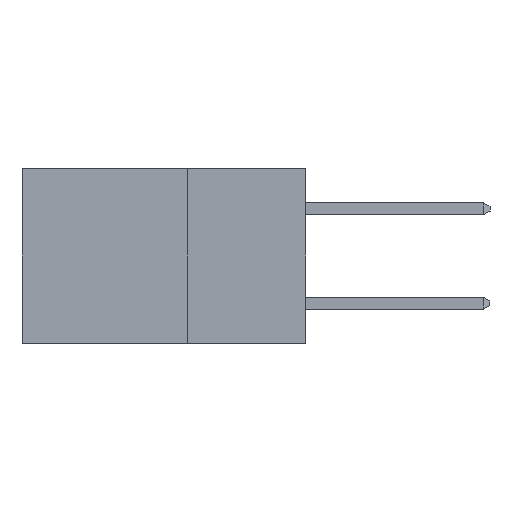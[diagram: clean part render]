
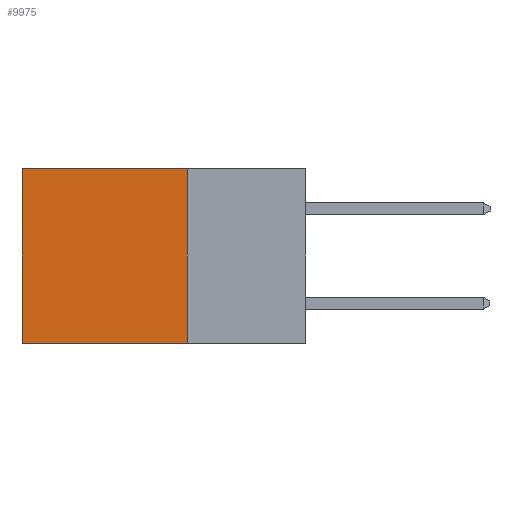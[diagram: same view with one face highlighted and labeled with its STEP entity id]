
A CAD part, left-side view. The second image highlights one B-rep face of the part: STEP entity #9975.
In plain terms, the highlighted planar face has unit normal (-1, 0, 0).
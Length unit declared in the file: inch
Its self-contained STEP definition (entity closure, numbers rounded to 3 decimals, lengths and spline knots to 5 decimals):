
#5 = CARTESIAN_POINT ( 'NONE',  ( 0.298, 0.25, 0. ) ) ;
#136 = DIRECTION ( 'NONE',  ( 0., 1., 0. ) ) ;
#226 = DIRECTION ( 'NONE',  ( 0., 0., -1. ) ) ;
#250 = EDGE_CURVE ( 'NONE', #4467, #8399, #10745, .T. ) ;
#708 = VERTEX_POINT ( 'NONE', #6859 ) ;
#907 = DIRECTION ( 'NONE',  ( 0., 0., -1. ) ) ;
#1216 = EDGE_LOOP ( 'NONE', ( #6521, #5111, #7991, #2887 ) ) ;
#2044 = LINE ( 'NONE', #9419, #6533 ) ;
#2484 = EDGE_CURVE ( 'NONE', #4467, #708, #7421, .T. ) ;
#2887 = ORIENTED_EDGE ( 'NONE', *, *, #250, .T. ) ;
#3437 = DIRECTION ( 'NONE',  ( 0., 1., 0. ) ) ;
#3662 = VECTOR ( 'NONE', #226, 39.37008 ) ;
#3791 = CARTESIAN_POINT ( 'NONE',  ( 0.298, 0.25, 0. ) ) ;
#3884 = VERTEX_POINT ( 'NONE', #7759 ) ;
#4467 = VERTEX_POINT ( 'NONE', #10784 ) ;
#5111 = ORIENTED_EDGE ( 'NONE', *, *, #8084, .F. ) ;
#6355 = DIRECTION ( 'NONE',  ( 1., 0., 0. ) ) ;
#6521 = ORIENTED_EDGE ( 'NONE', *, *, #10802, .T. ) ;
#6533 = VECTOR ( 'NONE', #3437, 39.37008 ) ;
#6706 = VECTOR ( 'NONE', #136, 39.37008 ) ;
#6859 = CARTESIAN_POINT ( 'NONE',  ( 0.298, 0.25, -0.37 ) ) ;
#7421 = LINE ( 'NONE', #3791, #9536 ) ;
#7759 = CARTESIAN_POINT ( 'NONE',  ( 0.298, 0.6, -0.37 ) ) ;
#7822 = FACE_OUTER_BOUND ( 'NONE', #1216, .T. ) ;
#7991 = ORIENTED_EDGE ( 'NONE', *, *, #2484, .F. ) ;
#8043 = PLANE ( 'NONE',  #10641 ) ;
#8084 = EDGE_CURVE ( 'NONE', #708, #3884, #2044, .T. ) ;
#8272 = CARTESIAN_POINT ( 'NONE',  ( 0.298, 0.6, 0. ) ) ;
#8294 = CARTESIAN_POINT ( 'NONE',  ( 0.298, 0.6, 0. ) ) ;
#8399 = VERTEX_POINT ( 'NONE', #8294 ) ;
#9172 = DIRECTION ( 'NONE',  ( 0., 0., -1. ) ) ;
#9419 = CARTESIAN_POINT ( 'NONE',  ( 0.298, 0.25, -0.37 ) ) ;
#9536 = VECTOR ( 'NONE', #9172, 39.37008 ) ;
#9715 = CARTESIAN_POINT ( 'NONE',  ( 0.298, 0.25, 0. ) ) ;
#9975 = ADVANCED_FACE ( 'NONE', ( #7822 ), #8043, .F. ) ;
#10641 = AXIS2_PLACEMENT_3D ( 'NONE', #5, #6355, #907 ) ;
#10745 = LINE ( 'NONE', #9715, #6706 ) ;
#10784 = CARTESIAN_POINT ( 'NONE',  ( 0.298, 0.25, 0. ) ) ;
#10802 = EDGE_CURVE ( 'NONE', #8399, #3884, #10880, .T. ) ;
#10880 = LINE ( 'NONE', #8272, #3662 ) ;
